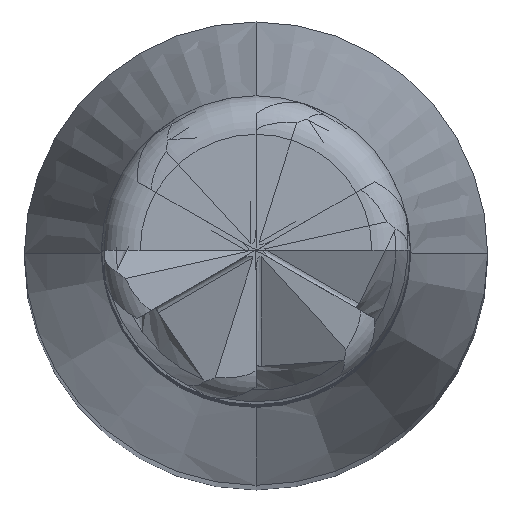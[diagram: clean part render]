
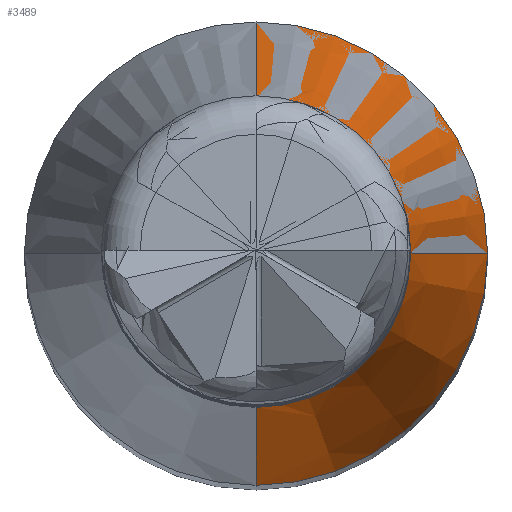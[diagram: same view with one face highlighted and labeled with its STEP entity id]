
A CAD part, top view. The second image highlights one B-rep face of the part: STEP entity #3489.
In plain terms, the highlighted conical face has half-angle 11.31 degrees and reference radius 2.5 mm.
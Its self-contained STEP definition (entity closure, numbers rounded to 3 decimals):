
#42=CARTESIAN_POINT('',(0.,0.,36.));
#43=DIRECTION('',(0.,0.,-1.));
#44=DIRECTION('',(0.,1.,0.));
#45=AXIS2_PLACEMENT_3D('',#42,#43,#44);
#47=CARTESIAN_POINT('',(0.,0.,41.));
#48=DIRECTION('',(0.,0.,1.));
#49=DIRECTION('',(0.,-1.,0.));
#50=AXIS2_PLACEMENT_3D('',#47,#48,#49);
#93=DIRECTION('',(0.,0.196,-0.981));
#94=VECTOR('',#93,5.099);
#95=CARTESIAN_POINT('',(0.,2.,41.));
#96=LINE('',#95,#94);
#102=DIRECTION('',(0.,-0.196,-0.981));
#103=VECTOR('',#102,5.099);
#104=CARTESIAN_POINT('',(0.,-2.,41.));
#105=LINE('',#104,#103);
#3263=CARTESIAN_POINT('',(0.,-3.,36.));
#3264=VERTEX_POINT('',#3263);
#3265=CARTESIAN_POINT('',(0.,3.,36.));
#3266=VERTEX_POINT('',#3265);
#3291=CARTESIAN_POINT('',(0.,-2.,41.));
#3292=CARTESIAN_POINT('',(0.,2.,41.));
#3293=VERTEX_POINT('',#3291);
#3294=VERTEX_POINT('',#3292);
#3474=CARTESIAN_POINT('',(0.,0.,38.5));
#3475=DIRECTION('',(0.,0.,-1.));
#3476=DIRECTION('',(0.,-1.,0.));
#3477=AXIS2_PLACEMENT_3D('',#3474,#3475,#3476);
#3478=CONICAL_SURFACE('',#3477,2.5,11.31);
#3480=ORIENTED_EDGE('',*,*,#3479,.T.);
#3482=ORIENTED_EDGE('',*,*,#3481,.F.);
#3484=ORIENTED_EDGE('',*,*,#3483,.T.);
#3486=ORIENTED_EDGE('',*,*,#3485,.T.);
#3487=EDGE_LOOP('',(#3480,#3482,#3484,#3486));
#3488=FACE_OUTER_BOUND('',#3487,.F.);
#46=CIRCLE('',#45,3.);
#51=CIRCLE('',#50,2.);
#3479=EDGE_CURVE('',#3266,#3264,#46,.T.);
#3481=EDGE_CURVE('',#3293,#3264,#105,.T.);
#3483=EDGE_CURVE('',#3293,#3294,#51,.T.);
#3485=EDGE_CURVE('',#3294,#3266,#96,.T.);
#3489=ADVANCED_FACE('',(#3488),#3478,.T.);
